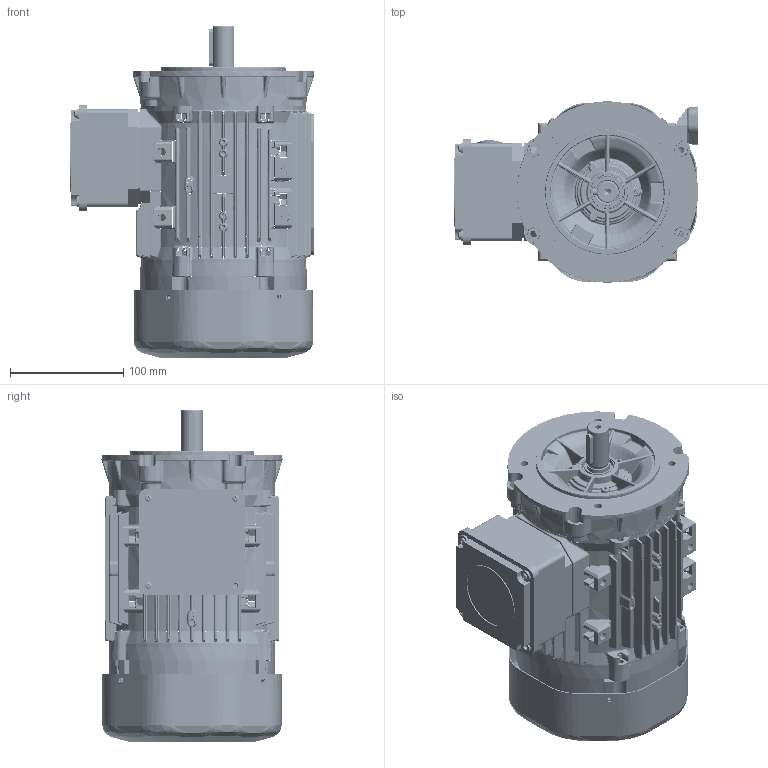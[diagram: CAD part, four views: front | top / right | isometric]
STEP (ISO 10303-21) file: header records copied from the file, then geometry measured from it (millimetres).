
FILE_DESCRIPTION(/* description */ (''),/* implementation_level */ '2;1');
FILE_NAME(/* name */ 'model1.stp',/* time_stamp */ '2024-08-01T15:38:13+03:00',/* author */ (''),/* organization */ (''),/* preprocessor_version */ 'ST-DEVELOPER v18.102',/* originating_system */ 'SIEMENS PLM Software NX2206.8101',/* authorisation */ '');
FILE_SCHEMA (('AUTOMOTIVE_DESIGN { 1 0 10303 214 3 1 1 1 }'));
Products named in the file (1): model1_260028D8E15Fjjrv
Bounding box: 215.5 x 159.99 x 293 mm (x, y, z)
Surface area: 355291.7 mm2 (no closed solid volume)
Topology: 0 solids, 651 shells, 6097 faces, 19615 edges, 13249 vertices
Faces by surface type: bspline 2052, cylinder 1771, plane 1209, torus 379, cone 358, sphere 328
Full cylindrical faces by diameter (mm): 3 x2, 3.3 x1, 3.5 x2, 4.6 x3, 5 x2, 8 x1, 19 x1, 19.2 x1, 19.55 x1, 20 x1, 20.2 x1, 57 x1, 61 x1, 110 x1
Entity records: 296656 total; most frequent: CARTESIAN_POINT 105298, DIRECTION 31306, ORIENTED_EDGE 29332, EDGE_CURVE 19195, VERTEX_POINT 13179, AXIS2_PLACEMENT_3D 12751, CIRCLE 7135, EDGE_LOOP 6454
